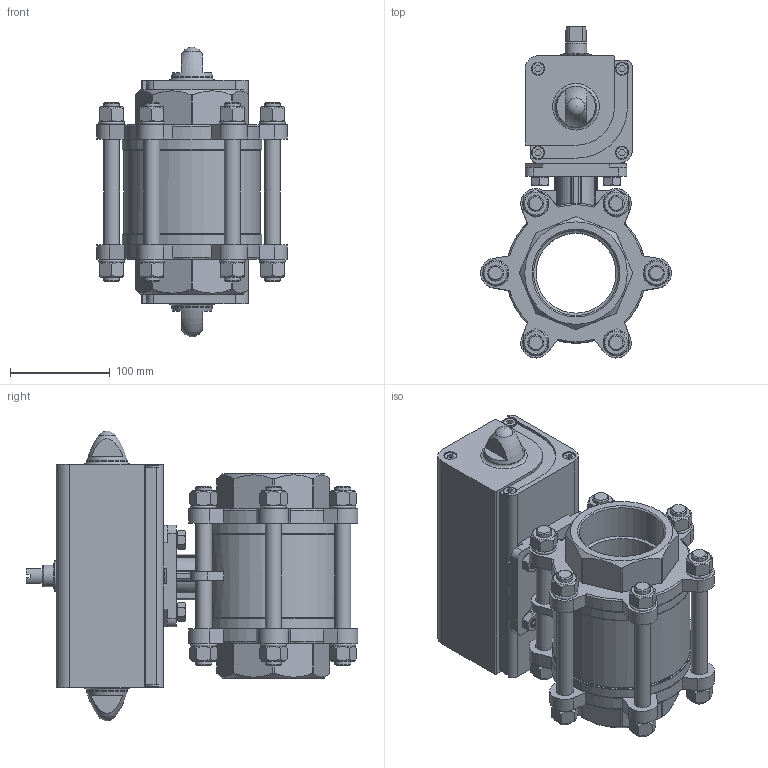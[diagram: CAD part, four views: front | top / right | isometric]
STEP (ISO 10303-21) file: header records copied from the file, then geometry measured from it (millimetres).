
FILE_DESCRIPTION(/* description */ ('STEP AP214'),/* implementation_level */ '2;1');
FILE_NAME(/* name */ '1809660_VZBA-3-GG-63-T-22-F0710-V4V4T-PP180-R-90-C',/* time_stamp */ '2024-09-18T00:30:35+02:00',/* author */ ('License CC BY-ND 4.0'),/* organization */ ('CADENAS'),/* preprocessor_version */ 'ST-DEVELOPER v19.3',/* originating_system */ 'PARTsolutions',/* authorisation */ ' ');
FILE_SCHEMA (('AUTOMOTIVE_DESIGN {1 0 10303 214 3 1 1}'));
Length unit declared in the file: millimetre
Products named in the file (8): 1809660 VZBA-3"-GG-63-T-22-F0710-V4V4T-PP180-R-90-C; 1686651 VZBA-3''-GG-63-T-22-F0710-V4V4T; 690069 S 10 A2; DIN 934 - M10(F); DIN-913 - M10x40; 8082126 DARQ-R-A-S22-S17-22; 533421 DAPS-0180-090-R-F0710---(1); 533421 DAPS-0180-090-R-F0710---(2)
Assembly tree (15 placements, depth 2):
  1809660 VZBA-3"-GG-63-T-22-F0710-V4V4T-PP180-R-90-C
    690069 S 10 A2  x4
    DIN 934 - M10(F)  x4
    DIN-913 - M10x40  x4
    8082126 DARQ-R-A-S22-S17-22
    533421 DAPS-0180-090-R-F0710---(1)
    533421 DAPS-0180-090-R-F0710---(2)
  1686651 VZBA-3''-GG-63-T-22-F0710-V4V4T
Bounding box: 190.9 x 332.19 x 289.9 mm (x, y, z)
Volume: 4677667.2 mm3; surface area: 454768.1 mm2
Topology: 16 solids, 16 shells, 846 faces, 2097 edges, 1343 vertices
Faces by surface type: plane 449, cylinder 206, cone 147, torus 42, sphere 2
Full cylindrical faces by diameter (mm): 4.134 x8, 4.917 x1, 6.647 x4, 8.376 x8, 8.566 x2, 10 x4, 10.5 x4, 13 x8, 16 x22, 17 x14, 22 x1, 23.5 x1, 25.1 x1, 31 x2, 44 x2, 80 x1, 84.926 x2, 137 x1, 140 x1
Entity records: 22012 total; most frequent: CARTESIAN_POINT 5089, DIRECTION 3378, ORIENTED_EDGE 3214, EDGE_CURVE 1607, AXIS2_PLACEMENT_3D 1271, VERTEX_POINT 1165, FACE_BOUND 1060, EDGE_LOOP 1041
